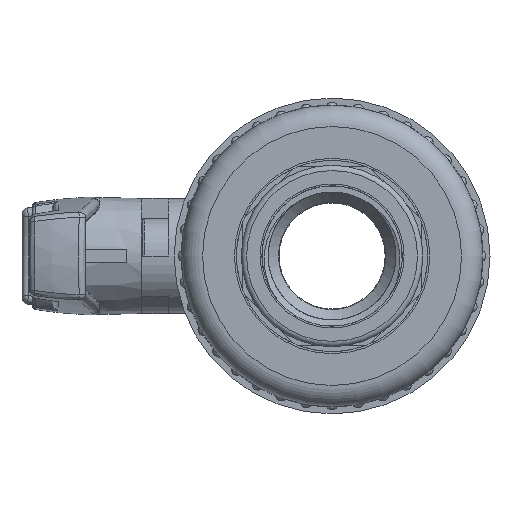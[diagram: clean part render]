
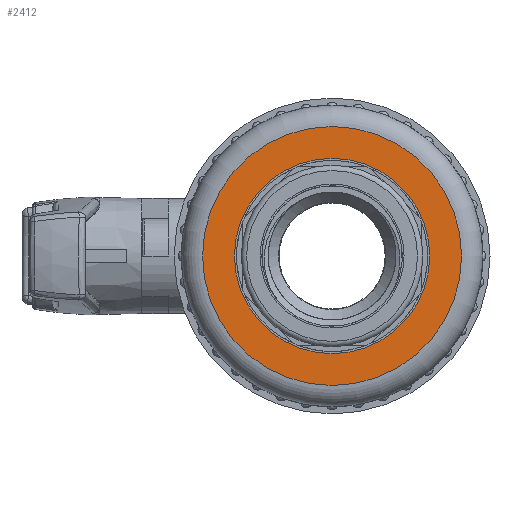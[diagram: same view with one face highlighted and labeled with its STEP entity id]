
A CAD part, left-side view. The second image highlights one B-rep face of the part: STEP entity #2412.
In plain terms, the highlighted planar face has unit normal (-1, 0, 0).
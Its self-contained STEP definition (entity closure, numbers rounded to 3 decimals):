
#1779=FACE_BOUND('',#4622,.T.);
#1780=FACE_BOUND('',#4623,.T.);
#2412=ADVANCED_FACE('',(#1779,#1780),#3038,.T.);
#3038=PLANE('',#16987);
#4622=EDGE_LOOP('',(#8245));
#4623=EDGE_LOOP('',(#8246));
#5677=CIRCLE('',#16982,18.4);
#5679=CIRCLE('',#16986,24.4);
#8245=ORIENTED_EDGE('',*,*,#13069,.T.);
#8246=ORIENTED_EDGE('',*,*,#13067,.F.);
#11164=VERTEX_POINT('',#35622);
#11166=VERTEX_POINT('',#35628);
#13067=EDGE_CURVE('',#11164,#11164,#5677,.T.);
#13069=EDGE_CURVE('',#11166,#11166,#5679,.T.);
#16982=AXIS2_PLACEMENT_3D('',#35621,#19708,#19709);
#16986=AXIS2_PLACEMENT_3D('',#35627,#19716,#19717);
#16987=AXIS2_PLACEMENT_3D('',#35629,#19718,#19719);
#19708=DIRECTION('',(-1.,0.,0.));
#19709=DIRECTION('',(0.,1.,0.));
#19716=DIRECTION('',(-1.,0.,0.));
#19717=DIRECTION('',(0.,1.,0.));
#19718=DIRECTION('',(-1.,0.,0.));
#19719=DIRECTION('',(0.,1.,0.));
#35621=CARTESIAN_POINT('',(-835.207,-1.25,0.));
#35622=CARTESIAN_POINT('',(-835.207,17.15,0.));
#35627=CARTESIAN_POINT('',(-835.207,-1.25,0.));
#35628=CARTESIAN_POINT('',(-835.207,23.15,0.));
#35629=CARTESIAN_POINT('',(-835.207,-1.25,0.));
